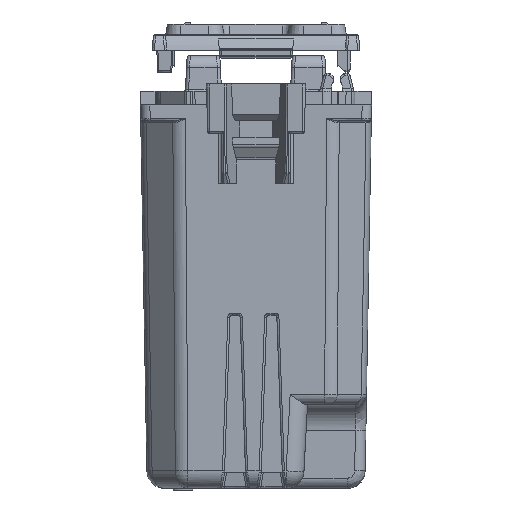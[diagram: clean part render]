
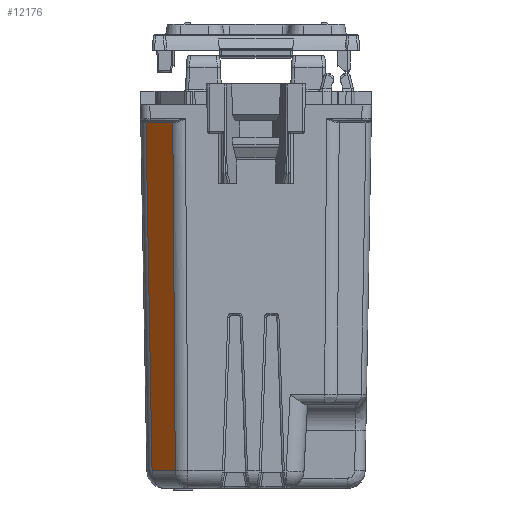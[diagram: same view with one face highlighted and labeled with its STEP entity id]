
A CAD part, front view. The second image highlights one B-rep face of the part: STEP entity #12176.
In plain terms, the highlighted planar face has unit normal (-0.707, -0.707, -0.018).
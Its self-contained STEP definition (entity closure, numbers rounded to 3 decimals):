
#12151=AXIS2_PLACEMENT_3D('Plane Axis2P3D',#12148,#12149,#12150) ;
#4102=CARTESIAN_POINT('Vertex',(-7.683,-20.894,-34.83)) ;
#4105=CARTESIAN_POINT('Line Origine',(-6.589,-21.989,-34.83)) ;
#4109=CARTESIAN_POINT('Vertex',(-9.894,-18.683,-34.83)) ;
#12148=CARTESIAN_POINT('Axis2P3D Location',(-9.2,-20.2,-1.5)) ;
#12153=CARTESIAN_POINT('Line Origine',(-9.198,-20.198,-1.697)) ;
#12157=CARTESIAN_POINT('Vertex',(-10.473,-18.923,-1.697)) ;
#12159=CARTESIAN_POINT('Vertex',(-7.923,-21.473,-1.697)) ;
#12163=CARTESIAN_POINT('Control Point',(-9.894,-18.683,-34.83)) ;
#12164=CARTESIAN_POINT('Control Point',(-10.473,-18.923,-1.697)) ;
#12167=CARTESIAN_POINT('Control Point',(-7.683,-20.894,-34.83)) ;
#12168=CARTESIAN_POINT('Control Point',(-7.923,-21.473,-1.697)) ;
#4106=DIRECTION('Vector Direction',(0.707,-0.707,0.)) ;
#12149=DIRECTION('Axis2P3D Direction',(0.707,0.707,0.017)) ;
#12150=DIRECTION('Axis2P3D XDirection',(0.707,-0.707,0.)) ;
#12154=DIRECTION('Vector Direction',(0.707,-0.707,0.)) ;
#4107=VECTOR('Line Direction',#4106,1.) ;
#12155=VECTOR('Line Direction',#12154,1.) ;
#12171=ORIENTED_EDGE('',*,*,#12161,.F.) ;
#12172=ORIENTED_EDGE('',*,*,#12165,.T.) ;
#12173=ORIENTED_EDGE('',*,*,#4111,.F.) ;
#12174=ORIENTED_EDGE('',*,*,#12169,.T.) ;
#12176=ADVANCED_FACE('PartBody',(#12175),#12152,.F.) ;
#12162=B_SPLINE_CURVE_WITH_KNOTS('',1,(#12163,#12164),.UNSPECIFIED.,.F.,.U.,(2,2),(-16.583,16.556),.UNSPECIFIED.) ;
#12166=B_SPLINE_CURVE_WITH_KNOTS('',1,(#12167,#12168),.UNSPECIFIED.,.F.,.U.,(2,2),(-16.583,16.556),.UNSPECIFIED.) ;
#4111=EDGE_CURVE('',#4103,#4110,#4108,.F.) ;
#12161=EDGE_CURVE('',#12158,#12160,#12156,.T.) ;
#12165=EDGE_CURVE('',#12158,#4110,#12162,.F.) ;
#12169=EDGE_CURVE('',#4103,#12160,#12166,.T.) ;
#12170=EDGE_LOOP('',(#12171,#12172,#12173,#12174)) ;
#12175=FACE_OUTER_BOUND('',#12170,.T.) ;
#4108=LINE('Line',#4105,#4107) ;
#12156=LINE('Line',#12153,#12155) ;
#12152=PLANE('',#12151) ;
#4103=VERTEX_POINT('',#4102) ;
#4110=VERTEX_POINT('',#4109) ;
#12158=VERTEX_POINT('',#12157) ;
#12160=VERTEX_POINT('',#12159) ;
